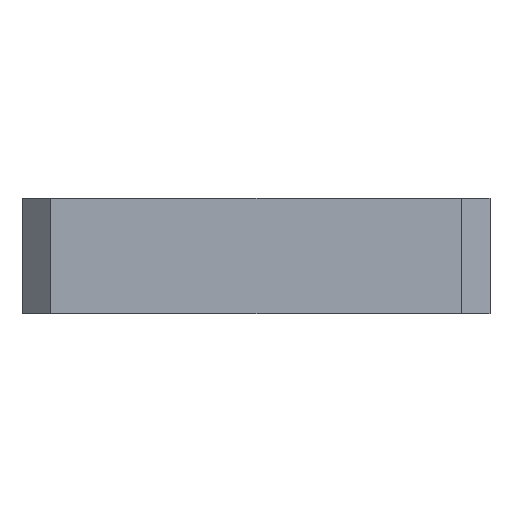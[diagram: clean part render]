
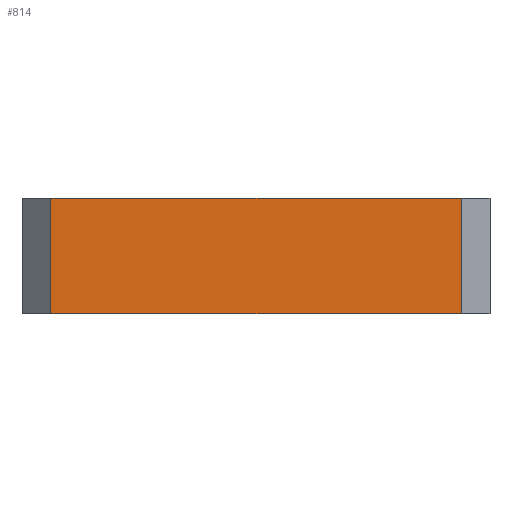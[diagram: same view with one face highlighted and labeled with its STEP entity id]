
A CAD part, left-side view. The second image highlights one B-rep face of the part: STEP entity #814.
In plain terms, the highlighted planar face has unit normal (-1, 0, 0).
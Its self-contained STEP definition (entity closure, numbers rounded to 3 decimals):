
#191 = CARTESIAN_POINT ( 'NONE',  ( -20.3, 17.8, -5. ) ) ;
#288 = VECTOR ( 'NONE', #1546, 1000. ) ;
#358 = VECTOR ( 'NONE', #1997, 1000. ) ;
#402 = VERTEX_POINT ( 'NONE', #191 ) ;
#476 = LINE ( 'NONE', #744, #288 ) ;
#683 = ORIENTED_EDGE ( 'NONE', *, *, #766, .T. ) ;
#730 = PLANE ( 'NONE',  #979 ) ;
#744 = CARTESIAN_POINT ( 'NONE',  ( -20.3, -17.8, 5. ) ) ;
#766 = EDGE_CURVE ( 'NONE', #3113, #402, #1154, .T. ) ;
#801 = DIRECTION ( 'NONE',  ( 0., -1., 0. ) ) ;
#814 = ADVANCED_FACE ( 'NONE', ( #2086 ), #730, .F. ) ;
#820 = LINE ( 'NONE', #3222, #1477 ) ;
#860 = DIRECTION ( 'NONE',  ( 0., -1., 0. ) ) ;
#979 = AXIS2_PLACEMENT_3D ( 'NONE', #3129, #3168, #1481 ) ;
#991 = EDGE_CURVE ( 'NONE', #402, #2611, #820, .T. ) ;
#1039 = EDGE_CURVE ( 'NONE', #3113, #2019, #3023, .T. ) ;
#1154 = LINE ( 'NONE', #1960, #358 ) ;
#1159 = ORIENTED_EDGE ( 'NONE', *, *, #2909, .T. ) ;
#1177 = EDGE_LOOP ( 'NONE', ( #2327, #1159, #3091, #683 ) ) ;
#1477 = VECTOR ( 'NONE', #801, 1000. ) ;
#1481 = DIRECTION ( 'NONE',  ( 0., 1., 0. ) ) ;
#1546 = DIRECTION ( 'NONE',  ( 0., 0., 1. ) ) ;
#1773 = CARTESIAN_POINT ( 'NONE',  ( -20.3, -17.8, -5. ) ) ;
#1960 = CARTESIAN_POINT ( 'NONE',  ( -20.3, 17.8, 5. ) ) ;
#1997 = DIRECTION ( 'NONE',  ( 0., 0., -1. ) ) ;
#2019 = VERTEX_POINT ( 'NONE', #2500 ) ;
#2086 = FACE_OUTER_BOUND ( 'NONE', #1177, .T. ) ;
#2147 = VECTOR ( 'NONE', #860, 1000. ) ;
#2327 = ORIENTED_EDGE ( 'NONE', *, *, #991, .T. ) ;
#2500 = CARTESIAN_POINT ( 'NONE',  ( -20.3, -17.8, 5. ) ) ;
#2611 = VERTEX_POINT ( 'NONE', #1773 ) ;
#2763 = CARTESIAN_POINT ( 'NONE',  ( -20.3, 20.3, 5. ) ) ;
#2909 = EDGE_CURVE ( 'NONE', #2611, #2019, #476, .T. ) ;
#3023 = LINE ( 'NONE', #2763, #2147 ) ;
#3091 = ORIENTED_EDGE ( 'NONE', *, *, #1039, .F. ) ;
#3113 = VERTEX_POINT ( 'NONE', #3303 ) ;
#3129 = CARTESIAN_POINT ( 'NONE',  ( -20.3, 20.3, 5. ) ) ;
#3168 = DIRECTION ( 'NONE',  ( 1., 0., 0. ) ) ;
#3222 = CARTESIAN_POINT ( 'NONE',  ( -20.3, 20.3, -5. ) ) ;
#3303 = CARTESIAN_POINT ( 'NONE',  ( -20.3, 17.8, 5. ) ) ;
